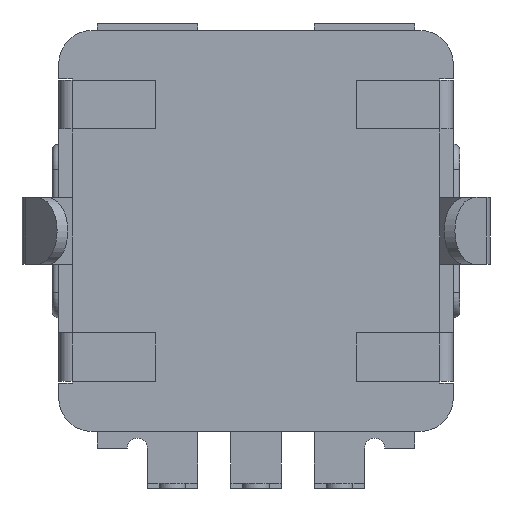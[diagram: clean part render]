
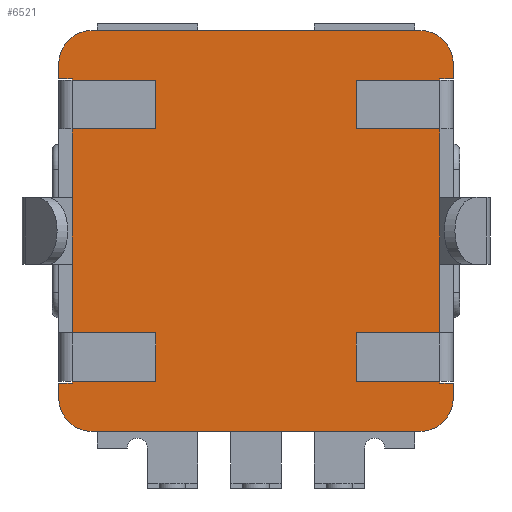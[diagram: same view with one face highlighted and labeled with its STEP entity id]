
A CAD part, front view. The second image highlights one B-rep face of the part: STEP entity #6521.
In plain terms, the highlighted planar face has unit normal (0, -1, 0).
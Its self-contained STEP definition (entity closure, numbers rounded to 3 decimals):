
#1218=DIRECTION('',(0.,0.,1.));
#1219=VECTOR('',#1218,0.05);
#1220=CARTESIAN_POINT('',(5.5,-2.9,-4.55));
#1221=LINE('',#1220,#1219);
#1222=DIRECTION('',(-1.,0.,0.));
#1223=VECTOR('',#1222,0.4);
#1224=CARTESIAN_POINT('',(5.9,-2.9,-4.55));
#1225=LINE('',#1224,#1223);
#1226=DIRECTION('',(0.,0.,1.));
#1227=VECTOR('',#1226,0.45);
#1228=CARTESIAN_POINT('',(5.9,-2.9,-5.));
#1229=LINE('',#1228,#1227);
#1230=CARTESIAN_POINT('',(4.9,-2.9,-5.));
#1231=DIRECTION('',(0.,-1.,0.));
#1232=DIRECTION('',(0.,0.,-1.));
#1233=AXIS2_PLACEMENT_3D('',#1230,#1231,#1232);
#1235=DIRECTION('',(1.,0.,0.));
#1236=VECTOR('',#1235,9.8);
#1237=CARTESIAN_POINT('',(-4.9,-2.9,-6.));
#1238=LINE('',#1237,#1236);
#1239=CARTESIAN_POINT('',(-4.9,-2.9,-5.));
#1240=DIRECTION('',(0.,-1.,0.));
#1241=DIRECTION('',(-1.,0.,0.));
#1242=AXIS2_PLACEMENT_3D('',#1239,#1240,#1241);
#1244=DIRECTION('',(0.,0.,-1.));
#1245=VECTOR('',#1244,0.45);
#1246=CARTESIAN_POINT('',(-5.9,-2.9,-4.55));
#1247=LINE('',#1246,#1245);
#1248=DIRECTION('',(-1.,0.,0.));
#1249=VECTOR('',#1248,0.4);
#1250=CARTESIAN_POINT('',(-5.5,-2.9,-4.55));
#1251=LINE('',#1250,#1249);
#1252=DIRECTION('',(0.,0.,-1.));
#1253=VECTOR('',#1252,0.05);
#1254=CARTESIAN_POINT('',(-5.5,-2.9,-4.5));
#1255=LINE('',#1254,#1253);
#1256=DIRECTION('',(0.,0.,-1.));
#1257=VECTOR('',#1256,0.05);
#1258=CARTESIAN_POINT('',(-5.5,-2.9,4.55));
#1259=LINE('',#1258,#1257);
#1260=DIRECTION('',(1.,0.,0.));
#1261=VECTOR('',#1260,0.4);
#1262=CARTESIAN_POINT('',(-5.9,-2.9,4.55));
#1263=LINE('',#1262,#1261);
#1264=DIRECTION('',(0.,0.,-1.));
#1265=VECTOR('',#1264,0.45);
#1266=CARTESIAN_POINT('',(-5.9,-2.9,5.));
#1267=LINE('',#1266,#1265);
#1268=CARTESIAN_POINT('',(-4.9,-2.9,5.));
#1269=DIRECTION('',(0.,-1.,0.));
#1270=DIRECTION('',(0.,0.,1.));
#1271=AXIS2_PLACEMENT_3D('',#1268,#1269,#1270);
#1273=DIRECTION('',(-1.,0.,0.));
#1274=VECTOR('',#1273,9.8);
#1275=CARTESIAN_POINT('',(4.9,-2.9,6.));
#1276=LINE('',#1275,#1274);
#1277=CARTESIAN_POINT('',(4.9,-2.9,5.));
#1278=DIRECTION('',(0.,-1.,0.));
#1279=DIRECTION('',(1.,0.,0.));
#1280=AXIS2_PLACEMENT_3D('',#1277,#1278,#1279);
#1282=DIRECTION('',(0.,0.,1.));
#1283=VECTOR('',#1282,0.45);
#1284=CARTESIAN_POINT('',(5.9,-2.9,4.55));
#1285=LINE('',#1284,#1283);
#1286=DIRECTION('',(1.,0.,0.));
#1287=VECTOR('',#1286,0.4);
#1288=CARTESIAN_POINT('',(5.5,-2.9,4.55));
#1289=LINE('',#1288,#1287);
#1290=DIRECTION('',(0.,0.,1.));
#1291=VECTOR('',#1290,0.05);
#1292=CARTESIAN_POINT('',(5.5,-2.9,4.5));
#1293=LINE('',#1292,#1291);
#1746=DIRECTION('',(1.,0.,0.));
#1747=VECTOR('',#1746,2.5);
#1748=CARTESIAN_POINT('',(-5.5,-2.9,-4.5));
#1749=LINE('',#1748,#1747);
#1787=DIRECTION('',(0.,0.,1.));
#1788=VECTOR('',#1787,2.05);
#1789=CARTESIAN_POINT('',(-5.5,-2.9,-3.05));
#1790=LINE('',#1789,#1788);
#1799=DIRECTION('',(-1.,0.,0.));
#1800=VECTOR('',#1799,2.5);
#1801=CARTESIAN_POINT('',(-3.,-2.9,-3.05));
#1802=LINE('',#1801,#1800);
#1807=DIRECTION('',(0.,0.,1.));
#1808=VECTOR('',#1807,1.45);
#1809=CARTESIAN_POINT('',(-3.,-2.9,-4.5));
#1810=LINE('',#1809,#1808);
#1869=DIRECTION('',(0.,0.,1.));
#1870=VECTOR('',#1869,2.);
#1871=CARTESIAN_POINT('',(-5.5,-2.9,-1.));
#1872=LINE('',#1871,#1870);
#1978=DIRECTION('',(1.,0.,0.));
#1979=VECTOR('',#1978,2.5);
#1980=CARTESIAN_POINT('',(-5.5,-2.9,3.05));
#1981=LINE('',#1980,#1979);
#1994=DIRECTION('',(0.,0.,1.));
#1995=VECTOR('',#1994,2.05);
#1996=CARTESIAN_POINT('',(-5.5,-2.9,1.));
#1997=LINE('',#1996,#1995);
#2006=DIRECTION('',(0.,0.,1.));
#2007=VECTOR('',#2006,1.45);
#2008=CARTESIAN_POINT('',(-3.,-2.9,3.05));
#2009=LINE('',#2008,#2007);
#2022=DIRECTION('',(-1.,0.,0.));
#2023=VECTOR('',#2022,2.5);
#2024=CARTESIAN_POINT('',(-3.,-2.9,4.5));
#2025=LINE('',#2024,#2023);
#2034=DIRECTION('',(-1.,0.,0.));
#2035=VECTOR('',#2034,2.5);
#2036=CARTESIAN_POINT('',(5.5,-2.9,4.5));
#2037=LINE('',#2036,#2035);
#2075=DIRECTION('',(0.,0.,-1.));
#2076=VECTOR('',#2075,2.05);
#2077=CARTESIAN_POINT('',(5.5,-2.9,3.05));
#2078=LINE('',#2077,#2076);
#2087=DIRECTION('',(1.,0.,0.));
#2088=VECTOR('',#2087,2.5);
#2089=CARTESIAN_POINT('',(3.,-2.9,3.05));
#2090=LINE('',#2089,#2088);
#2095=DIRECTION('',(0.,0.,-1.));
#2096=VECTOR('',#2095,1.45);
#2097=CARTESIAN_POINT('',(3.,-2.9,4.5));
#2098=LINE('',#2097,#2096);
#2209=DIRECTION('',(0.,0.,-1.));
#2210=VECTOR('',#2209,2.);
#2211=CARTESIAN_POINT('',(5.5,-2.9,1.));
#2212=LINE('',#2211,#2210);
#2266=DIRECTION('',(-1.,0.,0.));
#2267=VECTOR('',#2266,2.5);
#2268=CARTESIAN_POINT('',(5.5,-2.9,-3.05));
#2269=LINE('',#2268,#2267);
#2282=DIRECTION('',(0.,0.,-1.));
#2283=VECTOR('',#2282,2.05);
#2284=CARTESIAN_POINT('',(5.5,-2.9,-1.));
#2285=LINE('',#2284,#2283);
#2294=DIRECTION('',(0.,0.,-1.));
#2295=VECTOR('',#2294,1.45);
#2296=CARTESIAN_POINT('',(3.,-2.9,-3.05));
#2297=LINE('',#2296,#2295);
#2310=DIRECTION('',(1.,0.,0.));
#2311=VECTOR('',#2310,2.5);
#2312=CARTESIAN_POINT('',(3.,-2.9,-4.5));
#2313=LINE('',#2312,#2311);
#4238=CARTESIAN_POINT('',(-4.9,-2.9,-6.));
#4239=VERTEX_POINT('',#4238);
#4240=CARTESIAN_POINT('',(4.9,-2.9,-6.));
#4241=VERTEX_POINT('',#4240);
#4268=CARTESIAN_POINT('',(-5.9,-2.9,-5.));
#4269=VERTEX_POINT('',#4268);
#4270=CARTESIAN_POINT('',(-5.9,-2.9,-4.55));
#4271=VERTEX_POINT('',#4270);
#4272=CARTESIAN_POINT('',(-5.5,-2.9,-4.55));
#4273=VERTEX_POINT('',#4272);
#4276=CARTESIAN_POINT('',(-5.5,-2.9,-4.5));
#4277=VERTEX_POINT('',#4276);
#4316=CARTESIAN_POINT('',(-5.5,-2.9,4.55));
#4317=VERTEX_POINT('',#4316);
#4318=CARTESIAN_POINT('',(-5.5,-2.9,4.5));
#4319=VERTEX_POINT('',#4318);
#4320=CARTESIAN_POINT('',(-5.9,-2.9,4.55));
#4321=VERTEX_POINT('',#4320);
#4322=CARTESIAN_POINT('',(-5.9,-2.9,5.));
#4323=VERTEX_POINT('',#4322);
#4324=CARTESIAN_POINT('',(-4.9,-2.9,6.));
#4325=VERTEX_POINT('',#4324);
#4330=CARTESIAN_POINT('',(4.9,-2.9,6.));
#4331=VERTEX_POINT('',#4330);
#4352=CARTESIAN_POINT('',(5.9,-2.9,5.));
#4353=VERTEX_POINT('',#4352);
#4354=CARTESIAN_POINT('',(5.9,-2.9,4.55));
#4355=VERTEX_POINT('',#4354);
#4356=CARTESIAN_POINT('',(5.5,-2.9,4.55));
#4357=VERTEX_POINT('',#4356);
#4360=CARTESIAN_POINT('',(5.5,-2.9,4.5));
#4361=VERTEX_POINT('',#4360);
#4400=CARTESIAN_POINT('',(5.5,-2.9,-4.55));
#4401=VERTEX_POINT('',#4400);
#4402=CARTESIAN_POINT('',(5.5,-2.9,-4.5));
#4403=VERTEX_POINT('',#4402);
#4404=CARTESIAN_POINT('',(5.9,-2.9,-4.55));
#4405=VERTEX_POINT('',#4404);
#4406=CARTESIAN_POINT('',(5.9,-2.9,-5.));
#4407=VERTEX_POINT('',#4406);
#4408=CARTESIAN_POINT('',(-3.,-2.9,-4.5));
#4409=VERTEX_POINT('',#4408);
#4410=CARTESIAN_POINT('',(-3.,-2.9,-3.05));
#4411=VERTEX_POINT('',#4410);
#4412=CARTESIAN_POINT('',(-5.5,-2.9,-3.05));
#4413=VERTEX_POINT('',#4412);
#4414=CARTESIAN_POINT('',(-5.5,-2.9,-1.));
#4415=VERTEX_POINT('',#4414);
#4416=CARTESIAN_POINT('',(-5.5,-2.9,1.));
#4417=VERTEX_POINT('',#4416);
#4418=CARTESIAN_POINT('',(-5.5,-2.9,3.05));
#4419=VERTEX_POINT('',#4418);
#4420=CARTESIAN_POINT('',(-3.,-2.9,3.05));
#4421=VERTEX_POINT('',#4420);
#4422=CARTESIAN_POINT('',(-3.,-2.9,4.5));
#4423=VERTEX_POINT('',#4422);
#4424=CARTESIAN_POINT('',(3.,-2.9,4.5));
#4425=VERTEX_POINT('',#4424);
#4426=CARTESIAN_POINT('',(3.,-2.9,3.05));
#4427=VERTEX_POINT('',#4426);
#4428=CARTESIAN_POINT('',(5.5,-2.9,3.05));
#4429=VERTEX_POINT('',#4428);
#4430=CARTESIAN_POINT('',(5.5,-2.9,1.));
#4431=VERTEX_POINT('',#4430);
#4432=CARTESIAN_POINT('',(5.5,-2.9,-1.));
#4433=VERTEX_POINT('',#4432);
#4434=CARTESIAN_POINT('',(5.5,-2.9,-3.05));
#4435=VERTEX_POINT('',#4434);
#4436=CARTESIAN_POINT('',(3.,-2.9,-3.05));
#4437=VERTEX_POINT('',#4436);
#4438=CARTESIAN_POINT('',(3.,-2.9,-4.5));
#4439=VERTEX_POINT('',#4438);
#6444=CARTESIAN_POINT('',(0.,-2.9,0.));
#6445=DIRECTION('',(0.,-1.,0.));
#6446=DIRECTION('',(0.,0.,-1.));
#6447=AXIS2_PLACEMENT_3D('',#6444,#6445,#6446);
#6448=PLANE('',#6447);
#6450=ORIENTED_EDGE('',*,*,#6449,.F.);
#6452=ORIENTED_EDGE('',*,*,#6451,.F.);
#6454=ORIENTED_EDGE('',*,*,#6453,.F.);
#6456=ORIENTED_EDGE('',*,*,#6455,.F.);
#6457=ORIENTED_EDGE('',*,*,#5676,.F.);
#6458=ORIENTED_EDGE('',*,*,#6435,.F.);
#6460=ORIENTED_EDGE('',*,*,#6459,.F.);
#6462=ORIENTED_EDGE('',*,*,#6461,.F.);
#6464=ORIENTED_EDGE('',*,*,#6463,.F.);
#6466=ORIENTED_EDGE('',*,*,#6465,.T.);
#6468=ORIENTED_EDGE('',*,*,#6467,.T.);
#6470=ORIENTED_EDGE('',*,*,#6469,.T.);
#6472=ORIENTED_EDGE('',*,*,#6471,.T.);
#6474=ORIENTED_EDGE('',*,*,#6473,.T.);
#6476=ORIENTED_EDGE('',*,*,#6475,.T.);
#6478=ORIENTED_EDGE('',*,*,#6477,.T.);
#6480=ORIENTED_EDGE('',*,*,#6479,.T.);
#6482=ORIENTED_EDGE('',*,*,#6481,.T.);
#6484=ORIENTED_EDGE('',*,*,#6483,.F.);
#6486=ORIENTED_EDGE('',*,*,#6485,.F.);
#6488=ORIENTED_EDGE('',*,*,#6487,.F.);
#6490=ORIENTED_EDGE('',*,*,#6489,.F.);
#6492=ORIENTED_EDGE('',*,*,#6491,.F.);
#6494=ORIENTED_EDGE('',*,*,#6493,.F.);
#6496=ORIENTED_EDGE('',*,*,#6495,.F.);
#6498=ORIENTED_EDGE('',*,*,#6497,.F.);
#6500=ORIENTED_EDGE('',*,*,#6499,.F.);
#6502=ORIENTED_EDGE('',*,*,#6501,.T.);
#6504=ORIENTED_EDGE('',*,*,#6503,.T.);
#6506=ORIENTED_EDGE('',*,*,#6505,.T.);
#6508=ORIENTED_EDGE('',*,*,#6507,.T.);
#6510=ORIENTED_EDGE('',*,*,#6509,.T.);
#6512=ORIENTED_EDGE('',*,*,#6511,.T.);
#6514=ORIENTED_EDGE('',*,*,#6513,.T.);
#6516=ORIENTED_EDGE('',*,*,#6515,.T.);
#6518=ORIENTED_EDGE('',*,*,#6517,.T.);
#6519=EDGE_LOOP('',(#6450,#6452,#6454,#6456,#6457,#6458,#6460,#6462,#6464,#6466,
#6468,#6470,#6472,#6474,#6476,#6478,#6480,#6482,#6484,#6486,#6488,#6490,#6492,
#6494,#6496,#6498,#6500,#6502,#6504,#6506,#6508,#6510,#6512,#6514,#6516,#6518));
#6520=FACE_OUTER_BOUND('',#6519,.F.);
#6521=ADVANCED_FACE('',(#6520),#6448,.T.);
#1234=CIRCLE('',#1233,1.);
#1243=CIRCLE('',#1242,1.);
#1272=CIRCLE('',#1271,1.);
#1281=CIRCLE('',#1280,1.);
#5676=EDGE_CURVE('',#4239,#4241,#1238,.T.);
#6435=EDGE_CURVE('',#4269,#4239,#1243,.T.);
#6449=EDGE_CURVE('',#4401,#4403,#1221,.T.);
#6451=EDGE_CURVE('',#4405,#4401,#1225,.T.);
#6453=EDGE_CURVE('',#4407,#4405,#1229,.T.);
#6455=EDGE_CURVE('',#4241,#4407,#1234,.T.);
#6459=EDGE_CURVE('',#4271,#4269,#1247,.T.);
#6461=EDGE_CURVE('',#4273,#4271,#1251,.T.);
#6463=EDGE_CURVE('',#4277,#4273,#1255,.T.);
#6465=EDGE_CURVE('',#4277,#4409,#1749,.T.);
#6467=EDGE_CURVE('',#4409,#4411,#1810,.T.);
#6469=EDGE_CURVE('',#4411,#4413,#1802,.T.);
#6471=EDGE_CURVE('',#4413,#4415,#1790,.T.);
#6473=EDGE_CURVE('',#4415,#4417,#1872,.T.);
#6475=EDGE_CURVE('',#4417,#4419,#1997,.T.);
#6477=EDGE_CURVE('',#4419,#4421,#1981,.T.);
#6479=EDGE_CURVE('',#4421,#4423,#2009,.T.);
#6481=EDGE_CURVE('',#4423,#4319,#2025,.T.);
#6483=EDGE_CURVE('',#4317,#4319,#1259,.T.);
#6485=EDGE_CURVE('',#4321,#4317,#1263,.T.);
#6487=EDGE_CURVE('',#4323,#4321,#1267,.T.);
#6489=EDGE_CURVE('',#4325,#4323,#1272,.T.);
#6491=EDGE_CURVE('',#4331,#4325,#1276,.T.);
#6493=EDGE_CURVE('',#4353,#4331,#1281,.T.);
#6495=EDGE_CURVE('',#4355,#4353,#1285,.T.);
#6497=EDGE_CURVE('',#4357,#4355,#1289,.T.);
#6499=EDGE_CURVE('',#4361,#4357,#1293,.T.);
#6501=EDGE_CURVE('',#4361,#4425,#2037,.T.);
#6503=EDGE_CURVE('',#4425,#4427,#2098,.T.);
#6505=EDGE_CURVE('',#4427,#4429,#2090,.T.);
#6507=EDGE_CURVE('',#4429,#4431,#2078,.T.);
#6509=EDGE_CURVE('',#4431,#4433,#2212,.T.);
#6511=EDGE_CURVE('',#4433,#4435,#2285,.T.);
#6513=EDGE_CURVE('',#4435,#4437,#2269,.T.);
#6515=EDGE_CURVE('',#4437,#4439,#2297,.T.);
#6517=EDGE_CURVE('',#4439,#4403,#2313,.T.);
